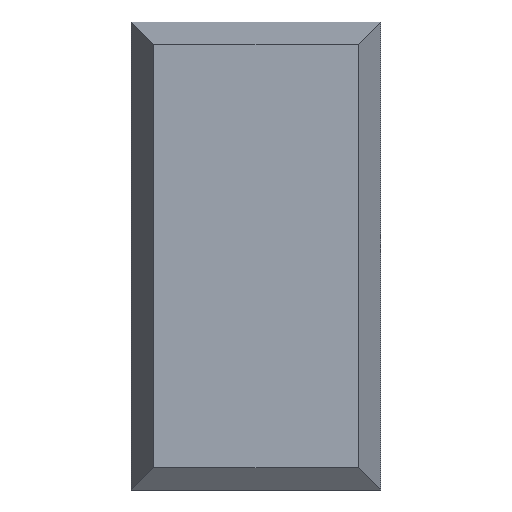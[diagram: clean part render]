
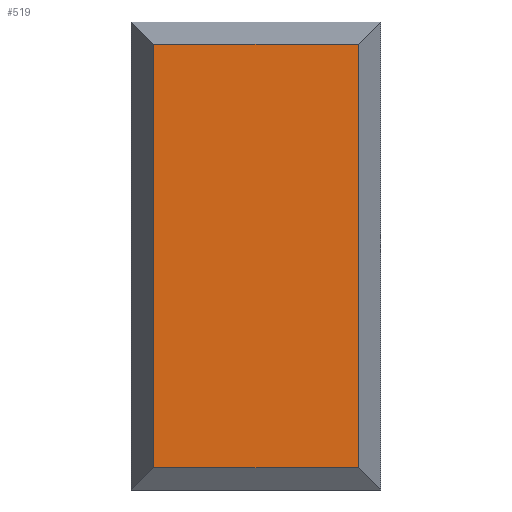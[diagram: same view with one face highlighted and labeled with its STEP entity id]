
A CAD part, top view. The second image highlights one B-rep face of the part: STEP entity #519.
In plain terms, the highlighted planar face has unit normal (0, 0, 1).
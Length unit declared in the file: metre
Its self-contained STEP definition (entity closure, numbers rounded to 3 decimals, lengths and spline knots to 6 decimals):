
#44=ORIENTED_EDGE('',*,*,#172,.F.);
#45=ORIENTED_EDGE('',*,*,#175,.T.);
#46=ORIENTED_EDGE('',*,*,#177,.T.);
#47=ORIENTED_EDGE('',*,*,#179,.F.);
#172=EDGE_CURVE('',#244,#245,#292,.F.);
#175=EDGE_CURVE('',#244,#246,#295,.T.);
#177=EDGE_CURVE('',#246,#247,#297,.T.);
#179=EDGE_CURVE('',#245,#247,#299,.F.);
#244=VERTEX_POINT('',#753);
#245=VERTEX_POINT('',#754);
#246=VERTEX_POINT('',#759);
#247=VERTEX_POINT('',#763);
#292=LINE('',#752,#364);
#295=LINE('',#758,#367);
#297=LINE('',#762,#369);
#299=LINE('',#766,#371);
#364=VECTOR('',#608,1.);
#367=VECTOR('',#613,1.);
#369=VECTOR('',#617,1.);
#371=VECTOR('',#621,1.);
#428=EDGE_LOOP('',(#44,#45,#46,#47));
#460=FACE_BOUND('',#428,.T.);
#490=PLANE('',#561);
#519=ADVANCED_FACE('',(#460),#490,.T.);
#561=AXIS2_PLACEMENT_3D('',#767,#622,#623);
#608=DIRECTION('',(-1.,0.,0.));
#613=DIRECTION('',(0.,-1.,0.));
#617=DIRECTION('',(1.,0.,0.));
#621=DIRECTION('',(0.,1.,0.));
#622=DIRECTION('',(0.,0.,1.));
#623=DIRECTION('',(1.,0.,0.));
#752=CARTESIAN_POINT('',(0.,0.015525,0.));
#753=CARTESIAN_POINT('',(-0.0075,0.015525,0.));
#754=CARTESIAN_POINT('',(0.0075,0.015525,0.));
#758=CARTESIAN_POINT('',(-0.0075,0.,0.));
#759=CARTESIAN_POINT('',(-0.0075,-0.015525,0.));
#762=CARTESIAN_POINT('',(0.,-0.015525,0.));
#763=CARTESIAN_POINT('',(0.0075,-0.015525,0.));
#766=CARTESIAN_POINT('',(0.0075,0.,0.));
#767=CARTESIAN_POINT('',(0.,0.,0.));
